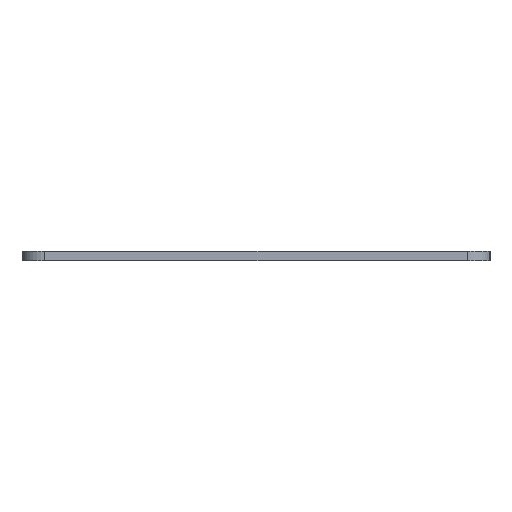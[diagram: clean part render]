
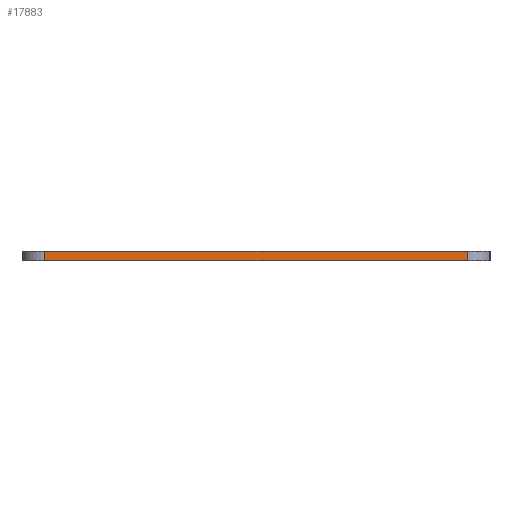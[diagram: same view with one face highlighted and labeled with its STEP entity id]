
A CAD part, left-side view. The second image highlights one B-rep face of the part: STEP entity #17883.
In plain terms, the highlighted planar face has unit normal (-1, 0, 0).
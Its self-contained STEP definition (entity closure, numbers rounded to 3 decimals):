
#55 = CYLINDRICAL_SURFACE('',#56,3.969);
#56 = AXIS2_PLACEMENT_3D('',#57,#58,#59);
#57 = CARTESIAN_POINT('',(63.131,-101.231,0.));
#58 = DIRECTION('',(-0.,-0.,-1.));
#59 = DIRECTION('',(1.,0.,-0.));
#83 = PLANE('',#84);
#84 = AXIS2_PLACEMENT_3D('',#85,#86,#87);
#85 = CARTESIAN_POINT('',(210.344,-138.113,1.6));
#86 = DIRECTION('',(-0.,-0.,-1.));
#87 = DIRECTION('',(-1.,0.,0.));
#137 = PLANE('',#138);
#138 = AXIS2_PLACEMENT_3D('',#139,#140,#141);
#139 = CARTESIAN_POINT('',(210.344,-138.113,0.));
#140 = DIRECTION('',(-0.,-0.,-1.));
#141 = DIRECTION('',(-1.,0.,0.));
#154 = VERTEX_POINT('',#155);
#155 = CARTESIAN_POINT('',(59.163,-101.231,1.6));
#181 = EDGE_CURVE('',#182,#154,#184,.T.);
#182 = VERTEX_POINT('',#183);
#183 = CARTESIAN_POINT('',(59.163,-101.231,0.));
#184 = SURFACE_CURVE('',#185,(#189,#196),.PCURVE_S1.);
#185 = LINE('',#186,#187);
#186 = CARTESIAN_POINT('',(59.163,-101.231,0.));
#187 = VECTOR('',#188,1.);
#188 = DIRECTION('',(0.,0.,1.));
#189 = PCURVE('',#55,#190);
#190 = DEFINITIONAL_REPRESENTATION('',(#191),#195);
#191 = LINE('',#192,#193);
#192 = CARTESIAN_POINT('',(-3.142,0.));
#193 = VECTOR('',#194,1.);
#194 = DIRECTION('',(-0.,-1.));
#195 = ( GEOMETRIC_REPRESENTATION_CONTEXT(2) 
PARAMETRIC_REPRESENTATION_CONTEXT() REPRESENTATION_CONTEXT('2D SPACE',''
  ) );
#196 = PCURVE('',#197,#202);
#197 = PLANE('',#198);
#198 = AXIS2_PLACEMENT_3D('',#199,#200,#201);
#199 = CARTESIAN_POINT('',(59.163,-174.994,0.));
#200 = DIRECTION('',(-1.,0.,0.));
#201 = DIRECTION('',(0.,1.,0.));
#202 = DEFINITIONAL_REPRESENTATION('',(#203),#207);
#203 = LINE('',#204,#205);
#204 = CARTESIAN_POINT('',(73.762,0.));
#205 = VECTOR('',#206,1.);
#206 = DIRECTION('',(0.,-1.));
#207 = ( GEOMETRIC_REPRESENTATION_CONTEXT(2) 
PARAMETRIC_REPRESENTATION_CONTEXT() REPRESENTATION_CONTEXT('2D SPACE',''
  ) );
#411 = VERTEX_POINT('',#412);
#412 = CARTESIAN_POINT('',(59.163,-174.994,0.));
#431 = CYLINDRICAL_SURFACE('',#432,3.968);
#432 = AXIS2_PLACEMENT_3D('',#433,#434,#435);
#433 = CARTESIAN_POINT('',(63.131,-174.994,0.));
#434 = DIRECTION('',(-0.,-0.,-1.));
#435 = DIRECTION('',(1.,0.,-0.));
#443 = EDGE_CURVE('',#411,#182,#444,.T.);
#444 = SURFACE_CURVE('',#445,(#449,#456),.PCURVE_S1.);
#445 = LINE('',#446,#447);
#446 = CARTESIAN_POINT('',(59.163,-174.994,0.));
#447 = VECTOR('',#448,1.);
#448 = DIRECTION('',(0.,1.,0.));
#449 = PCURVE('',#137,#450);
#450 = DEFINITIONAL_REPRESENTATION('',(#451),#455);
#451 = LINE('',#452,#453);
#452 = CARTESIAN_POINT('',(151.181,-36.881));
#453 = VECTOR('',#454,1.);
#454 = DIRECTION('',(0.,1.));
#455 = ( GEOMETRIC_REPRESENTATION_CONTEXT(2) 
PARAMETRIC_REPRESENTATION_CONTEXT() REPRESENTATION_CONTEXT('2D SPACE',''
  ) );
#456 = PCURVE('',#197,#457);
#457 = DEFINITIONAL_REPRESENTATION('',(#458),#462);
#458 = LINE('',#459,#460);
#459 = CARTESIAN_POINT('',(0.,0.));
#460 = VECTOR('',#461,1.);
#461 = DIRECTION('',(1.,0.));
#462 = ( GEOMETRIC_REPRESENTATION_CONTEXT(2) 
PARAMETRIC_REPRESENTATION_CONTEXT() REPRESENTATION_CONTEXT('2D SPACE',''
  ) );
#9855 = VERTEX_POINT('',#9856);
#9856 = CARTESIAN_POINT('',(59.163,-174.994,1.6));
#9882 = EDGE_CURVE('',#9855,#154,#9883,.T.);
#9883 = SURFACE_CURVE('',#9884,(#9888,#9895),.PCURVE_S1.);
#9884 = LINE('',#9885,#9886);
#9885 = CARTESIAN_POINT('',(59.163,-174.994,1.6));
#9886 = VECTOR('',#9887,1.);
#9887 = DIRECTION('',(0.,1.,0.));
#9888 = PCURVE('',#83,#9889);
#9889 = DEFINITIONAL_REPRESENTATION('',(#9890),#9894);
#9890 = LINE('',#9891,#9892);
#9891 = CARTESIAN_POINT('',(151.181,-36.881));
#9892 = VECTOR('',#9893,1.);
#9893 = DIRECTION('',(0.,1.));
#9894 = ( GEOMETRIC_REPRESENTATION_CONTEXT(2) 
PARAMETRIC_REPRESENTATION_CONTEXT() REPRESENTATION_CONTEXT('2D SPACE',''
  ) );
#9895 = PCURVE('',#197,#9896);
#9896 = DEFINITIONAL_REPRESENTATION('',(#9897),#9901);
#9897 = LINE('',#9898,#9899);
#9898 = CARTESIAN_POINT('',(0.,-1.6));
#9899 = VECTOR('',#9900,1.);
#9900 = DIRECTION('',(1.,0.));
#9901 = ( GEOMETRIC_REPRESENTATION_CONTEXT(2) 
PARAMETRIC_REPRESENTATION_CONTEXT() REPRESENTATION_CONTEXT('2D SPACE',''
  ) );
#17883 = ADVANCED_FACE('',(#17884),#197,.T.);
#17884 = FACE_BOUND('',#17885,.T.);
#17885 = EDGE_LOOP('',(#17886,#17907,#17908,#17909));
#17886 = ORIENTED_EDGE('',*,*,#17887,.T.);
#17887 = EDGE_CURVE('',#411,#9855,#17888,.T.);
#17888 = SURFACE_CURVE('',#17889,(#17893,#17900),.PCURVE_S1.);
#17889 = LINE('',#17890,#17891);
#17890 = CARTESIAN_POINT('',(59.163,-174.994,0.));
#17891 = VECTOR('',#17892,1.);
#17892 = DIRECTION('',(0.,0.,1.));
#17893 = PCURVE('',#197,#17894);
#17894 = DEFINITIONAL_REPRESENTATION('',(#17895),#17899);
#17895 = LINE('',#17896,#17897);
#17896 = CARTESIAN_POINT('',(0.,0.));
#17897 = VECTOR('',#17898,1.);
#17898 = DIRECTION('',(0.,-1.));
#17899 = ( GEOMETRIC_REPRESENTATION_CONTEXT(2) 
PARAMETRIC_REPRESENTATION_CONTEXT() REPRESENTATION_CONTEXT('2D SPACE',''
  ) );
#17900 = PCURVE('',#431,#17901);
#17901 = DEFINITIONAL_REPRESENTATION('',(#17902),#17906);
#17902 = LINE('',#17903,#17904);
#17903 = CARTESIAN_POINT('',(-3.142,0.));
#17904 = VECTOR('',#17905,1.);
#17905 = DIRECTION('',(-0.,-1.));
#17906 = ( GEOMETRIC_REPRESENTATION_CONTEXT(2) 
PARAMETRIC_REPRESENTATION_CONTEXT() REPRESENTATION_CONTEXT('2D SPACE',''
  ) );
#17907 = ORIENTED_EDGE('',*,*,#9882,.T.);
#17908 = ORIENTED_EDGE('',*,*,#181,.F.);
#17909 = ORIENTED_EDGE('',*,*,#443,.F.);
